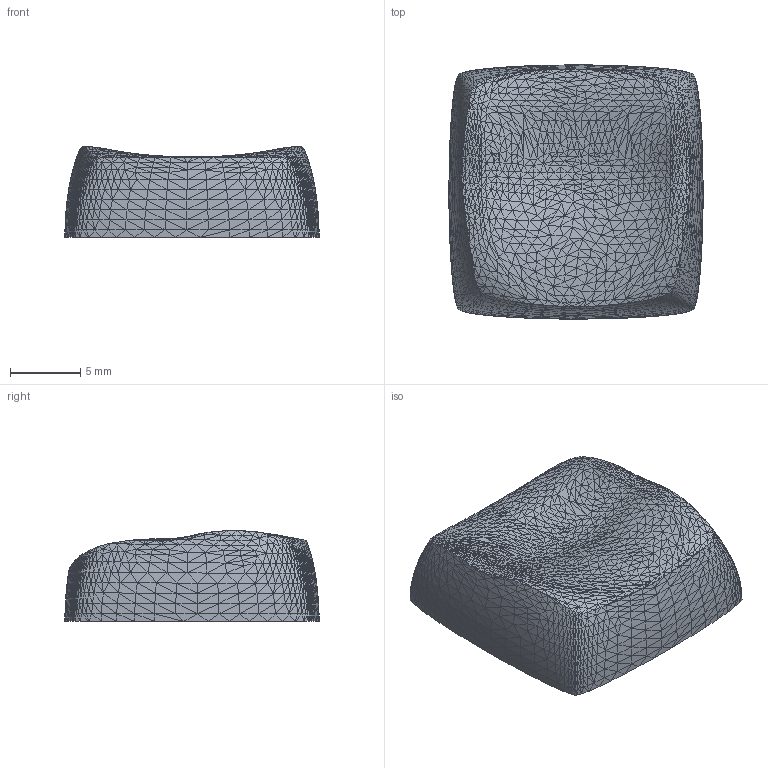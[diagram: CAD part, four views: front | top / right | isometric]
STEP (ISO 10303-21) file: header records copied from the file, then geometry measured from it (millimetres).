
FILE_DESCRIPTION(('FreeCAD Model'),'2;1');
FILE_NAME('Open CASCADE Shape Model','2026-01-29T15:20:53',(''),(''), 'Open CASCADE STEP processor 7.8','FreeCAD','Unknown');
FILE_SCHEMA(('AUTOMOTIVE_DESIGN { 1 0 10303 214 1 1 1 1 }'));
Products named in the file (1): Pocket
Bounding box: 18.05 x 18.05 x 6.45 mm (x, y, z)
Volume: 1042.7 mm3; surface area: 1030.4 mm2
Topology: 1 solids, 1 shells, 3498 faces, 5294 edges, 1799 vertices
Faces by surface type: plane 3498
Entity records: 68672 total; most frequent: DIRECTION 12292, CARTESIAN_POINT 10592, ORIENTED_EDGE 10588, EDGE_CURVE 5294, LINE 5294, VECTOR 5294, AXIS2_PLACEMENT_3D 3499, FACE_BOUND 3499
